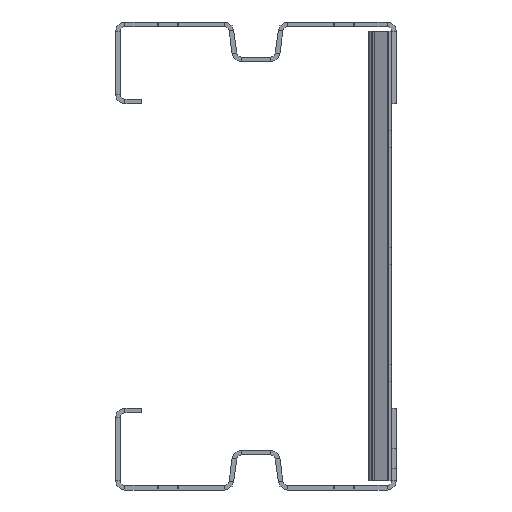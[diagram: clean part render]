
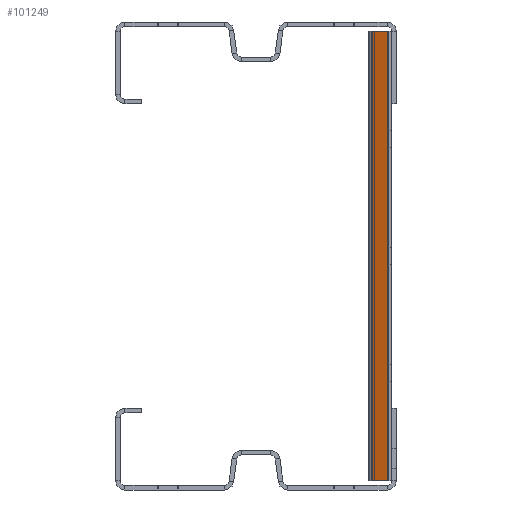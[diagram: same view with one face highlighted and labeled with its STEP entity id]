
A CAD part, left-side view. The second image highlights one B-rep face of the part: STEP entity #101249.
In plain terms, the highlighted planar face has unit normal (-0.94, 0.342, 0).
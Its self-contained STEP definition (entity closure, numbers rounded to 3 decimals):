
#75448=DIRECTION('',(0.,0.,1.));
#75449=VECTOR('',#75448,192.);
#75450=CARTESIAN_POINT('',(-1410.464,1.858,-96.));
#75451=LINE('',#75450,#75449);
#75456=DIRECTION('',(0.,0.,1.));
#75457=VECTOR('',#75456,192.);
#75458=CARTESIAN_POINT('',(-1408.027,8.552,-96.));
#75459=LINE('',#75458,#75457);
#78596=DIRECTION('',(-0.342,-0.94,0.));
#78597=VECTOR('',#78596,7.124);
#78598=CARTESIAN_POINT('',(-1408.027,8.552,-96.));
#78599=LINE('',#78598,#78597);
#78634=DIRECTION('',(-0.342,-0.94,0.));
#78635=VECTOR('',#78634,7.124);
#78636=CARTESIAN_POINT('',(-1408.027,8.552,96.));
#78637=LINE('',#78636,#78635);
#86232=CARTESIAN_POINT('',(-1408.027,8.552,-96.));
#86233=VERTEX_POINT('',#86232);
#86234=CARTESIAN_POINT('',(-1410.464,1.858,-96.));
#86235=VERTEX_POINT('',#86234);
#89824=CARTESIAN_POINT('',(-1408.027,8.552,96.));
#89825=VERTEX_POINT('',#89824);
#89826=CARTESIAN_POINT('',(-1410.464,1.858,96.));
#89827=VERTEX_POINT('',#89826);
#101235=CARTESIAN_POINT('',(-1408.027,8.552,-305.));
#101236=DIRECTION('',(-0.94,0.342,0.));
#101237=DIRECTION('',(-0.342,-0.94,0.));
#101238=AXIS2_PLACEMENT_3D('',#101235,#101236,#101237);
#101239=PLANE('',#101238);
#101241=ORIENTED_EDGE('',*,*,#101240,.T.);
#101243=ORIENTED_EDGE('',*,*,#101242,.T.);
#101244=ORIENTED_EDGE('',*,*,#101225,.F.);
#101246=ORIENTED_EDGE('',*,*,#101245,.F.);
#101247=EDGE_LOOP('',(#101241,#101243,#101244,#101246));
#101248=FACE_OUTER_BOUND('',#101247,.F.);
#101249=ADVANCED_FACE('',(#101248),#101239,.T.);
#101225=EDGE_CURVE('',#86235,#89827,#75451,.T.);
#101240=EDGE_CURVE('',#86233,#89825,#75459,.T.);
#101242=EDGE_CURVE('',#89825,#89827,#78637,.T.);
#101245=EDGE_CURVE('',#86233,#86235,#78599,.T.);
